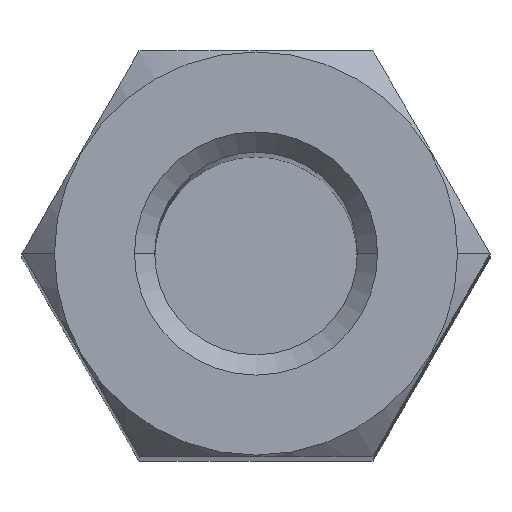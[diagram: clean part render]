
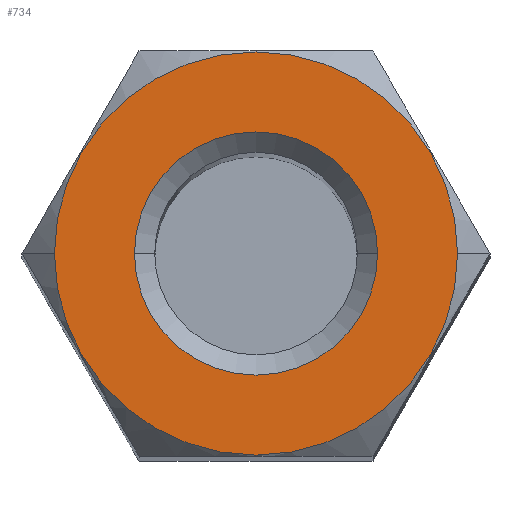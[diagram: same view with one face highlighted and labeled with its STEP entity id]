
A CAD part, top view. The second image highlights one B-rep face of the part: STEP entity #734.
In plain terms, the highlighted planar face has unit normal (0, 0, 1).
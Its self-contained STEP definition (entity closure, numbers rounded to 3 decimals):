
#19 = DIRECTION ( 'NONE',  ( 0., 0., -1. ) ) ;
#21 = DIRECTION ( 'NONE',  ( 0., 0., -1. ) ) ;
#49 = DIRECTION ( 'NONE',  ( 1., 0., 0. ) ) ;
#104 = CARTESIAN_POINT ( 'NONE',  ( 1.5, 0., 17.5 ) ) ;
#121 = CARTESIAN_POINT ( 'NONE',  ( -2.487, 0., 17.5 ) ) ;
#135 = EDGE_LOOP ( 'NONE', ( #632, #455 ) ) ;
#142 = DIRECTION ( 'NONE',  ( 1., 0., 0. ) ) ;
#159 = CIRCLE ( 'NONE', #684, 2.487 ) ;
#168 = DIRECTION ( 'NONE',  ( 1., 0., 0. ) ) ;
#192 = EDGE_CURVE ( 'NONE', #654, #590, #325, .T. ) ;
#200 = VERTEX_POINT ( 'NONE', #104 ) ;
#207 = AXIS2_PLACEMENT_3D ( 'NONE', #474, #537, #168 ) ;
#224 = PLANE ( 'NONE',  #645 ) ;
#321 = ORIENTED_EDGE ( 'NONE', *, *, #525, .T. ) ;
#325 = CIRCLE ( 'NONE', #207, 2.487 ) ;
#338 = FACE_OUTER_BOUND ( 'NONE', #135, .T. ) ;
#382 = DIRECTION ( 'NONE',  ( 1., 0., 0. ) ) ;
#383 = DIRECTION ( 'NONE',  ( 0., 0., 1. ) ) ;
#397 = DIRECTION ( 'NONE',  ( 1., 0., 0. ) ) ;
#398 = CARTESIAN_POINT ( 'NONE',  ( 0., 0., 17.5 ) ) ;
#440 = ORIENTED_EDGE ( 'NONE', *, *, #547, .T. ) ;
#453 = CARTESIAN_POINT ( 'NONE',  ( 0., 0., 17.5 ) ) ;
#455 = ORIENTED_EDGE ( 'NONE', *, *, #192, .T. ) ;
#474 = CARTESIAN_POINT ( 'NONE',  ( 0., 0., 17.5 ) ) ;
#484 = DIRECTION ( 'NONE',  ( 0., 0., 1. ) ) ;
#525 = EDGE_CURVE ( 'NONE', #200, #795, #762, .T. ) ;
#537 = DIRECTION ( 'NONE',  ( 0., 0., 1. ) ) ;
#547 = EDGE_CURVE ( 'NONE', #795, #200, #570, .T. ) ;
#570 = CIRCLE ( 'NONE', #775, 1.5 ) ;
#588 = CARTESIAN_POINT ( 'NONE',  ( 0., 0., 17.5 ) ) ;
#590 = VERTEX_POINT ( 'NONE', #778 ) ;
#591 = FACE_BOUND ( 'NONE', #743, .T. ) ;
#611 = AXIS2_PLACEMENT_3D ( 'NONE', #398, #19, #382 ) ;
#629 = CARTESIAN_POINT ( 'NONE',  ( 0., 0., 17.5 ) ) ;
#632 = ORIENTED_EDGE ( 'NONE', *, *, #694, .T. ) ;
#645 = AXIS2_PLACEMENT_3D ( 'NONE', #588, #383, #397 ) ;
#654 = VERTEX_POINT ( 'NONE', #121 ) ;
#684 = AXIS2_PLACEMENT_3D ( 'NONE', #629, #484, #49 ) ;
#694 = EDGE_CURVE ( 'NONE', #590, #654, #159, .T. ) ;
#727 = CARTESIAN_POINT ( 'NONE',  ( -1.5, 0., 17.5 ) ) ;
#734 = ADVANCED_FACE ( 'NONE', ( #591, #338 ), #224, .T. ) ;
#743 = EDGE_LOOP ( 'NONE', ( #321, #440 ) ) ;
#762 = CIRCLE ( 'NONE', #611, 1.5 ) ;
#775 = AXIS2_PLACEMENT_3D ( 'NONE', #453, #21, #142 ) ;
#778 = CARTESIAN_POINT ( 'NONE',  ( 2.487, 0., 17.5 ) ) ;
#795 = VERTEX_POINT ( 'NONE', #727 ) ;
